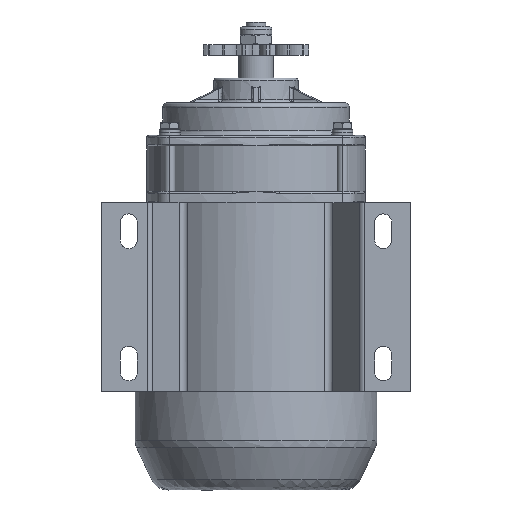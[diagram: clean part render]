
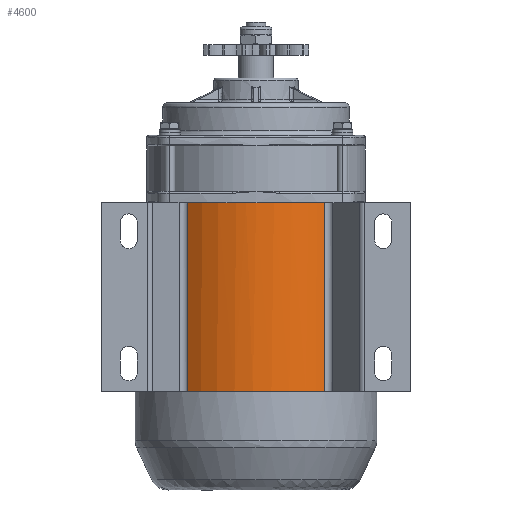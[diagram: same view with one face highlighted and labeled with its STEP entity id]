
A CAD part, front view. The second image highlights one B-rep face of the part: STEP entity #4600.
In plain terms, the highlighted free-form (B-spline) face has degree [2, 1] with [3, 2] control points.
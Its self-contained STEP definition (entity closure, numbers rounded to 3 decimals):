
#4600 = ADVANCED_FACE('',(#4601),#4641,.T.);
#4601 = FACE_BOUND('',#4602,.T.);
#4602 = EDGE_LOOP('',(#4603,#4613,#4620,#4628,#4636));
#4603 = ORIENTED_EDGE('',*,*,#4604,.T.);
#4604 = EDGE_CURVE('',#4605,#4607,#4609,.T.);
#4605 = VERTEX_POINT('',#4606);
#4606 = CARTESIAN_POINT('',(-41.69,-51.396,0.));
#4607 = VERTEX_POINT('',#4608);
#4608 = CARTESIAN_POINT('',(41.69,-51.396,0.));
#4609 = ( BOUNDED_CURVE() B_SPLINE_CURVE(2,(#4610,#4611,#4612),
.UNSPECIFIED.,.F.,.F.) B_SPLINE_CURVE_WITH_KNOTS((3,3),(4.031,
5.394),.PIECEWISE_BEZIER_KNOTS.) CURVE() 
GEOMETRIC_REPRESENTATION_ITEM() RATIONAL_B_SPLINE_CURVE((1.,
0.777,1.)) REPRESENTATION_ITEM('') );
#4610 = CARTESIAN_POINT('',(-41.69,-51.396,0.));
#4611 = CARTESIAN_POINT('',(0.,-85.214,0.));
#4612 = CARTESIAN_POINT('',(41.69,-51.396,0.));
#4613 = ORIENTED_EDGE('',*,*,#4614,.T.);
#4614 = EDGE_CURVE('',#4607,#4615,#4617,.T.);
#4615 = VERTEX_POINT('',#4616);
#4616 = CARTESIAN_POINT('',(41.69,-51.396,
    114.358));
#4617 = B_SPLINE_CURVE_WITH_KNOTS('',1,(#4618,#4619),.UNSPECIFIED.,.F.,
  .F.,(2,2),(-108.,0.),.PIECEWISE_BEZIER_KNOTS.);
#4618 = CARTESIAN_POINT('',(41.69,-51.396,0.));
#4619 = CARTESIAN_POINT('',(41.69,-51.396,
    114.358));
#4620 = ORIENTED_EDGE('',*,*,#4621,.F.);
#4621 = EDGE_CURVE('',#4622,#4615,#4624,.T.);
#4622 = VERTEX_POINT('',#4623);
#4623 = CARTESIAN_POINT('',(0.,-66.179,
    114.358));
#4624 = ( BOUNDED_CURVE() B_SPLINE_CURVE(2,(#4625,#4626,#4627),
.UNSPECIFIED.,.F.,.F.) B_SPLINE_CURVE_WITH_KNOTS((3,3),(4.712,
5.394),.PIECEWISE_BEZIER_KNOTS.) CURVE() 
GEOMETRIC_REPRESENTATION_ITEM() RATIONAL_B_SPLINE_CURVE((1.,
0.943,1.)) REPRESENTATION_ITEM('') );
#4625 = CARTESIAN_POINT('',(0.,-66.179,
    114.358));
#4626 = CARTESIAN_POINT('',(23.466,-66.179,
    114.358));
#4627 = CARTESIAN_POINT('',(41.69,-51.396,
    114.358));
#4628 = ORIENTED_EDGE('',*,*,#4629,.F.);
#4629 = EDGE_CURVE('',#4630,#4622,#4632,.T.);
#4630 = VERTEX_POINT('',#4631);
#4631 = CARTESIAN_POINT('',(-41.69,-51.396,
    114.358));
#4632 = ( BOUNDED_CURVE() B_SPLINE_CURVE(2,(#4633,#4634,#4635),
.UNSPECIFIED.,.F.,.F.) B_SPLINE_CURVE_WITH_KNOTS((3,3),(4.031,
4.712),.PIECEWISE_BEZIER_KNOTS.) CURVE() 
GEOMETRIC_REPRESENTATION_ITEM() RATIONAL_B_SPLINE_CURVE((1.,
0.943,1.)) REPRESENTATION_ITEM('') );
#4633 = CARTESIAN_POINT('',(-41.69,-51.396,
    114.358));
#4634 = CARTESIAN_POINT('',(-23.466,-66.179,
    114.358));
#4635 = CARTESIAN_POINT('',(0.,-66.179,
    114.358));
#4636 = ORIENTED_EDGE('',*,*,#4637,.T.);
#4637 = EDGE_CURVE('',#4630,#4605,#4638,.T.);
#4638 = B_SPLINE_CURVE_WITH_KNOTS('',1,(#4639,#4640),.UNSPECIFIED.,.F.,
  .F.,(2,2),(-0.,108.),.PIECEWISE_BEZIER_KNOTS.);
#4639 = CARTESIAN_POINT('',(-41.69,-51.396,
    114.358));
#4640 = CARTESIAN_POINT('',(-41.69,-51.396,0.));
#4641 = ( BOUNDED_SURFACE() B_SPLINE_SURFACE(2,1,(
    (#4642,#4643)
    ,(#4644,#4645)
    ,(#4646,#4647
)),.UNSPECIFIED.,.F.,.F.,.F.) B_SPLINE_SURFACE_WITH_KNOTS((3,3),(2,2),(
    4.031,5.394),(0.,108.),.PIECEWISE_BEZIER_KNOTS.) 
GEOMETRIC_REPRESENTATION_ITEM() RATIONAL_B_SPLINE_SURFACE((
    (1.,1.)
    ,(0.777,0.777)
,(1.,1.))) REPRESENTATION_ITEM('') SURFACE() );
#4642 = CARTESIAN_POINT('',(41.69,-51.396,
    114.358));
#4643 = CARTESIAN_POINT('',(41.69,-51.396,0.));
#4644 = CARTESIAN_POINT('',(0.,-85.214,
    114.358));
#4645 = CARTESIAN_POINT('',(0.,-85.214,0.));
#4646 = CARTESIAN_POINT('',(-41.69,-51.396,
    114.358));
#4647 = CARTESIAN_POINT('',(-41.69,-51.396,0.));
